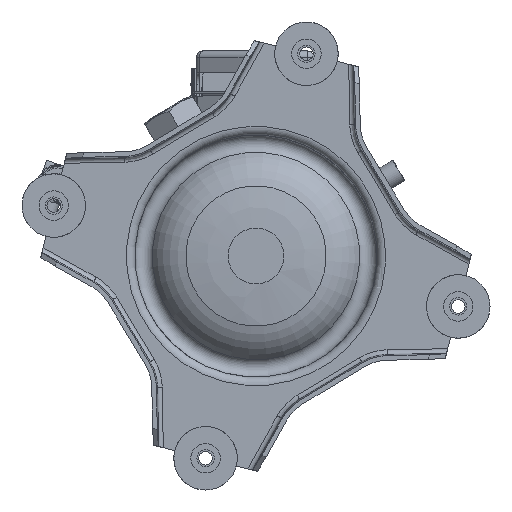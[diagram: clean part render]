
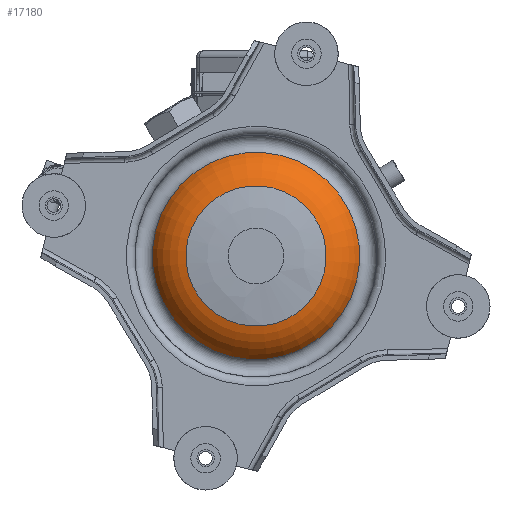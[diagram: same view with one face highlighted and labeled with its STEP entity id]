
A CAD part, front view. The second image highlights one B-rep face of the part: STEP entity #17180.
In plain terms, the highlighted toroidal (fillet/blend) face has major radius 37.998 mm and minor radius 33 mm.
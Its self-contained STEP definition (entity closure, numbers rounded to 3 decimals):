
#4096=FACE_OUTER_BOUND('',#5168,.T.);
#5168=EDGE_LOOP('',(#14450,#14451,#14452,#14453,#14454,#14455,#14456));
#6371=CIRCLE('',#18822,45.331);
#6372=CIRCLE('',#18823,45.331);
#6374=CIRCLE('',#18825,45.331);
#6375=CIRCLE('',#18827,33.);
#6376=CIRCLE('',#18828,66.981);
#6377=CIRCLE('',#18829,66.981);
#7939=VERTEX_POINT('',#59166);
#7940=VERTEX_POINT('',#59167);
#7941=VERTEX_POINT('',#59169);
#7942=VERTEX_POINT('',#59174);
#7943=VERTEX_POINT('',#59176);
#10268=EDGE_CURVE('',#7939,#7940,#6371,.T.);
#10269=EDGE_CURVE('',#7941,#7939,#6372,.T.);
#10271=EDGE_CURVE('',#7940,#7941,#6374,.T.);
#10272=EDGE_CURVE('',#7940,#7942,#6375,.T.);
#10273=EDGE_CURVE('',#7943,#7942,#6376,.T.);
#10274=EDGE_CURVE('',#7942,#7943,#6377,.T.);
#14450=ORIENTED_EDGE('',*,*,#10268,.T.);
#14451=ORIENTED_EDGE('',*,*,#10272,.T.);
#14452=ORIENTED_EDGE('',*,*,#10273,.F.);
#14453=ORIENTED_EDGE('',*,*,#10274,.F.);
#14454=ORIENTED_EDGE('',*,*,#10272,.F.);
#14455=ORIENTED_EDGE('',*,*,#10271,.T.);
#14456=ORIENTED_EDGE('',*,*,#10269,.T.);
#16523=TOROIDAL_SURFACE('',#18826,37.998,33.);
#17180=ADVANCED_FACE('',(#4096),#16523,.T.);
#18822=AXIS2_PLACEMENT_3D('',#59168,#22677,#22678);
#18823=AXIS2_PLACEMENT_3D('',#59170,#22679,#22680);
#18825=AXIS2_PLACEMENT_3D('',#59172,#22683,#22684);
#18826=AXIS2_PLACEMENT_3D('',#59173,#22685,#22686);
#18827=AXIS2_PLACEMENT_3D('',#59175,#22687,#22688);
#18828=AXIS2_PLACEMENT_3D('',#59177,#22689,#22690);
#18829=AXIS2_PLACEMENT_3D('',#59178,#22691,#22692);
#22677=DIRECTION('center_axis',(0.,1.,0.));
#22678=DIRECTION('ref_axis',(0.97,0.,-0.242));
#22679=DIRECTION('center_axis',(0.,1.,0.));
#22680=DIRECTION('ref_axis',(0.97,0.,-0.242));
#22683=DIRECTION('center_axis',(0.,1.,0.));
#22684=DIRECTION('ref_axis',(0.97,0.,-0.242));
#22685=DIRECTION('center_axis',(0.,-1.,0.));
#22686=DIRECTION('ref_axis',(-0.97,0.,0.242));
#22687=DIRECTION('center_axis',(0.242,0.,0.97));
#22688=DIRECTION('ref_axis',(0.97,0.,-0.242));
#22689=DIRECTION('center_axis',(0.,1.,0.));
#22690=DIRECTION('ref_axis',(0.97,0.,-0.242));
#22691=DIRECTION('center_axis',(0.,1.,0.));
#22692=DIRECTION('ref_axis',(0.97,0.,-0.242));
#59166=CARTESIAN_POINT('',(-43.984,-10.925,10.967));
#59167=CARTESIAN_POINT('',(43.984,-10.925,-10.967));
#59168=CARTESIAN_POINT('Origin',(0.,-10.925,0.));
#59169=CARTESIAN_POINT('',(-10.967,-10.925,-43.984));
#59170=CARTESIAN_POINT('Origin',(0.,-10.925,0.));
#59172=CARTESIAN_POINT('Origin',(0.,-10.925,0.));
#59173=CARTESIAN_POINT('Origin',(0.,21.25,0.));
#59174=CARTESIAN_POINT('',(64.991,5.469,-16.204));
#59175=CARTESIAN_POINT('Origin',(36.87,21.25,-9.193));
#59176=CARTESIAN_POINT('',(-64.991,5.469,16.204));
#59177=CARTESIAN_POINT('Origin',(0.,5.469,0.));
#59178=CARTESIAN_POINT('Origin',(0.,5.469,0.));
